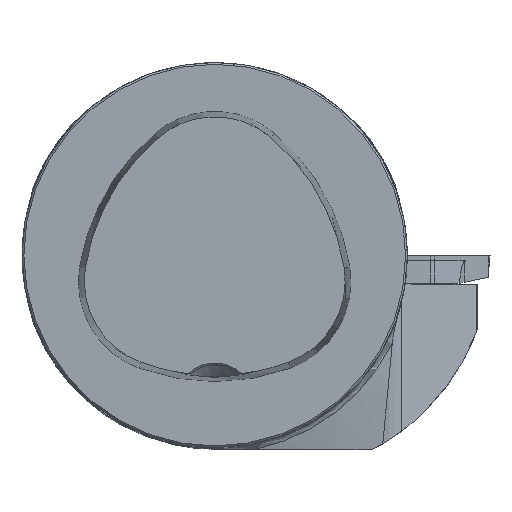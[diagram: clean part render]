
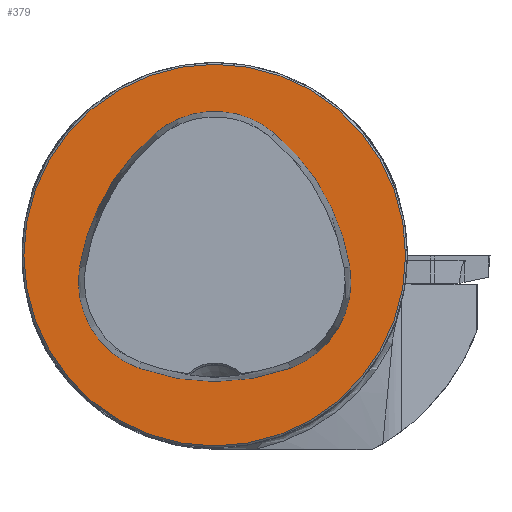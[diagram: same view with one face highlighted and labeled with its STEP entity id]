
A CAD part, top view. The second image highlights one B-rep face of the part: STEP entity #379.
In plain terms, the highlighted planar face has unit normal (0, 0, 1).
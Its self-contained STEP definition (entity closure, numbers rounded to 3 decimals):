
#122=FACE_BOUND('',#720,.T.);
#123=FACE_BOUND('',#721,.T.);
#316=CIRCLE('',#2661,36.075);
#318=CIRCLE('',#2664,36.075);
#319=CIRCLE('',#2665,15.075);
#320=CIRCLE('',#2666,15.075);
#321=CIRCLE('',#2667,36.075);
#322=CIRCLE('',#2668,15.075);
#323=CIRCLE('',#2669,31.2);
#379=ADVANCED_FACE('CU_FL_N1_SU_1',(#122,#123),#510,.T.);
#510=PLANE('',#2670);
#720=EDGE_LOOP('',(#1328,#1329,#1330,#1331,#1332,#1333));
#721=EDGE_LOOP('',(#1334));
#1328=ORIENTED_EDGE('',*,*,#2252,.F.);
#1329=ORIENTED_EDGE('',*,*,#2253,.F.);
#1330=ORIENTED_EDGE('',*,*,#2245,.F.);
#1331=ORIENTED_EDGE('',*,*,#2254,.F.);
#1332=ORIENTED_EDGE('',*,*,#2255,.F.);
#1333=ORIENTED_EDGE('',*,*,#2256,.F.);
#1334=ORIENTED_EDGE('',*,*,#2257,.T.);
#1990=VERTEX_POINT('',#4146);
#1991=VERTEX_POINT('',#4148);
#1997=VERTEX_POINT('',#4180);
#1998=VERTEX_POINT('',#4181);
#1999=VERTEX_POINT('',#4184);
#2000=VERTEX_POINT('',#4186);
#2001=VERTEX_POINT('',#4189);
#2245=EDGE_CURVE('',#1990,#1991,#316,.T.);
#2252=EDGE_CURVE('',#1997,#1998,#318,.T.);
#2253=EDGE_CURVE('',#1991,#1997,#319,.T.);
#2254=EDGE_CURVE('',#1999,#1990,#320,.T.);
#2255=EDGE_CURVE('',#2000,#1999,#321,.T.);
#2256=EDGE_CURVE('',#1998,#2000,#322,.T.);
#2257=EDGE_CURVE('',#2001,#2001,#323,.T.);
#2661=AXIS2_PLACEMENT_3D('',#4147,#3020,#3021);
#2664=AXIS2_PLACEMENT_3D('',#4179,#3027,#3028);
#2665=AXIS2_PLACEMENT_3D('',#4182,#3029,#3030);
#2666=AXIS2_PLACEMENT_3D('',#4183,#3031,#3032);
#2667=AXIS2_PLACEMENT_3D('',#4185,#3033,#3034);
#2668=AXIS2_PLACEMENT_3D('',#4187,#3035,#3036);
#2669=AXIS2_PLACEMENT_3D('',#4188,#3037,#3038);
#2670=AXIS2_PLACEMENT_3D('',#4190,#3039,#3040);
#3020=DIRECTION('',(0.,0.,1.));
#3021=DIRECTION('',(-1.,0.,0.));
#3027=DIRECTION('',(0.,0.,1.));
#3028=DIRECTION('',(-1.,0.,0.));
#3029=DIRECTION('',(0.,0.,1.));
#3030=DIRECTION('',(-1.,0.,0.));
#3031=DIRECTION('',(0.,0.,1.));
#3032=DIRECTION('',(-1.,0.,0.));
#3033=DIRECTION('',(0.,0.,1.));
#3034=DIRECTION('',(-1.,0.,0.));
#3035=DIRECTION('',(0.,0.,1.));
#3036=DIRECTION('',(-1.,0.,0.));
#3037=DIRECTION('',(0.,0.,1.));
#3038=DIRECTION('',(-1.,0.,0.));
#3039=DIRECTION('',(0.,0.,1.));
#3040=DIRECTION('',(-1.,0.,0.));
#4146=CARTESIAN_POINT('',(-12.368,-18.489,0.));
#4147=CARTESIAN_POINT('',(0.,15.4,0.));
#4148=CARTESIAN_POINT('',(12.368,-18.489,0.));
#4179=CARTESIAN_POINT('',(-13.535,-7.656,0.));
#4180=CARTESIAN_POINT('',(22.084,-1.937,0.));
#4181=CARTESIAN_POINT('',(9.716,19.927,0.));
#4182=CARTESIAN_POINT('',(7.2,-4.327,0.));
#4183=CARTESIAN_POINT('',(-7.2,-4.327,0.));
#4184=CARTESIAN_POINT('',(-22.084,-1.937,0.));
#4185=CARTESIAN_POINT('',(13.535,-7.656,0.));
#4186=CARTESIAN_POINT('',(-9.716,19.927,0.));
#4187=CARTESIAN_POINT('',(0.,8.4,0.));
#4188=CARTESIAN_POINT('',(0.,0.,0.));
#4189=CARTESIAN_POINT('',(-31.2,0.,0.));
#4190=CARTESIAN_POINT('',(0.,0.,0.));
